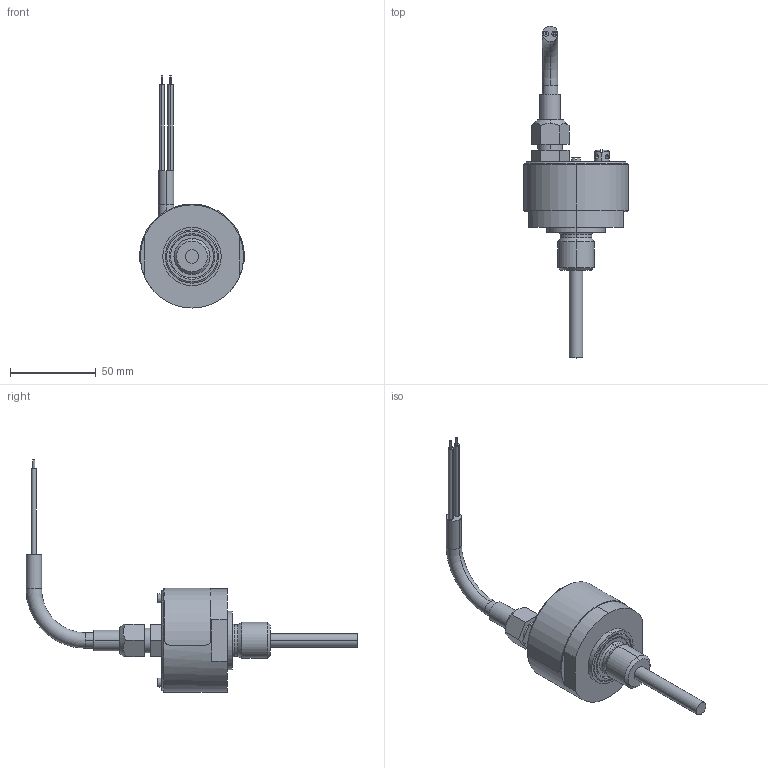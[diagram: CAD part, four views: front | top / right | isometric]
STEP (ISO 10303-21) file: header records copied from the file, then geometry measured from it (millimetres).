
FILE_DESCRIPTION (( 'STEP AP214' ), '1' );
FILE_NAME ('MLDTS-2_351978.STEP', '2015-03-23T10:29:57', ( 'Admin1' ), ( '' ), 'SwSTEP 2.0', 'SolidWorks 2014', '' );
FILE_SCHEMA (( 'AUTOMOTIVE_DESIGN' ));
Length unit declared in the file: millimetre
Products named in the file (1): MLDTS-2_351978
Bounding box: 61 x 193 x 135 mm (x, y, z)
Surface area: 30285.2 mm2 (no closed solid volume)
Topology: 0 solids, 11 shells, 125 faces, 312 edges, 206 vertices
Faces by surface type: plane 50, cylinder 49, torus 12, cone 12, sphere 2
Entity records: 5626 total; most frequent: CARTESIAN_POINT 1222, DIRECTION 660, ORIENTED_EDGE 576, EDGE_CURVE 312, AXIS2_PLACEMENT_3D 270, VERTEX_POINT 206, EDGE_LOOP 147, CIRCLE 144
